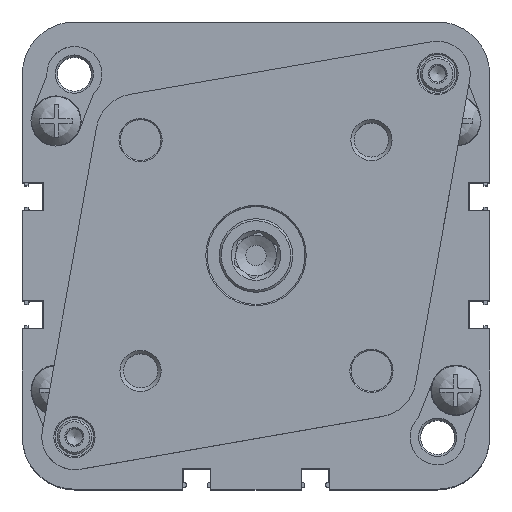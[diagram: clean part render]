
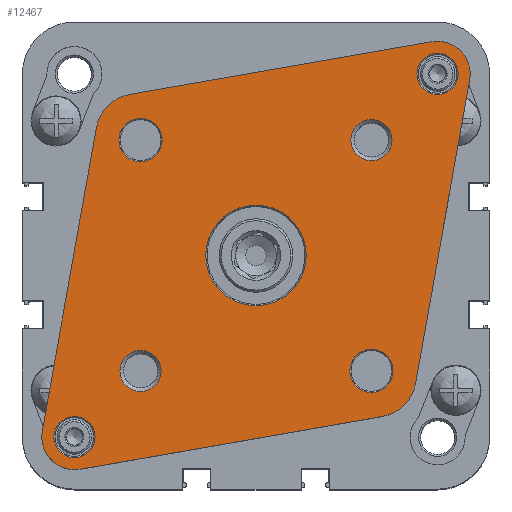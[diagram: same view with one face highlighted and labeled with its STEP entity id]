
A CAD part, top view. The second image highlights one B-rep face of the part: STEP entity #12467.
In plain terms, the highlighted planar face has unit normal (0, 0, 1).
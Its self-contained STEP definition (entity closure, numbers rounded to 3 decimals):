
#704=LINE('',#20041,#1592);
#707=LINE('',#20047,#1595);
#708=LINE('',#20051,#1596);
#709=LINE('',#20055,#1597);
#1592=VECTOR('',#16358,75.22);
#1595=VECTOR('',#16363,75.631);
#1596=VECTOR('',#16366,75.22);
#1597=VECTOR('',#16369,75.631);
#2228=PLANE('',#13650);
#2631=FACE_BOUND('',#4766,.T.);
#2632=FACE_BOUND('',#4767,.T.);
#2633=FACE_BOUND('',#4768,.T.);
#2634=FACE_BOUND('',#4769,.T.);
#2635=FACE_BOUND('',#4770,.T.);
#2636=FACE_BOUND('',#4771,.T.);
#2637=FACE_BOUND('',#4772,.T.);
#3149=CIRCLE('',#13648,10.);
#3150=CIRCLE('',#13651,8.);
#3151=CIRCLE('',#13652,10.);
#3152=CIRCLE('',#13653,8.);
#3153=CIRCLE('',#13654,5.3);
#3154=CIRCLE('',#13655,12.3);
#3155=CIRCLE('',#13656,5.05);
#3156=CIRCLE('',#13657,5.05);
#3157=CIRCLE('',#13658,5.05);
#3158=CIRCLE('',#13659,5.05);
#3159=CIRCLE('',#13660,5.3);
#3793=FACE_OUTER_BOUND('',#4765,.T.);
#4765=EDGE_LOOP('',(#10227,#10228,#10229,#10230,#10231,#10232,#10233,#10234));
#4766=EDGE_LOOP('',(#10235));
#4767=EDGE_LOOP('',(#10236));
#4768=EDGE_LOOP('',(#10237));
#4769=EDGE_LOOP('',(#10238));
#4770=EDGE_LOOP('',(#10239));
#4771=EDGE_LOOP('',(#10240));
#4772=EDGE_LOOP('',(#10241));
#6114=VERTEX_POINT('',#20034);
#6115=VERTEX_POINT('',#20036);
#6116=VERTEX_POINT('',#20040);
#6118=VERTEX_POINT('',#20046);
#6119=VERTEX_POINT('',#20048);
#6120=VERTEX_POINT('',#20050);
#6121=VERTEX_POINT('',#20052);
#6122=VERTEX_POINT('',#20054);
#6123=VERTEX_POINT('',#20057);
#6124=VERTEX_POINT('',#20059);
#6125=VERTEX_POINT('',#20061);
#6126=VERTEX_POINT('',#20063);
#6127=VERTEX_POINT('',#20065);
#6128=VERTEX_POINT('',#20067);
#6129=VERTEX_POINT('',#20069);
#7599=EDGE_CURVE('',#6114,#6115,#3149,.T.);
#7601=EDGE_CURVE('',#6116,#6115,#704,.T.);
#7604=EDGE_CURVE('',#6114,#6118,#707,.T.);
#7605=EDGE_CURVE('',#6118,#6119,#3150,.T.);
#7606=EDGE_CURVE('',#6119,#6120,#708,.T.);
#7607=EDGE_CURVE('',#6121,#6120,#3151,.T.);
#7608=EDGE_CURVE('',#6121,#6122,#709,.T.);
#7609=EDGE_CURVE('',#6122,#6116,#3152,.T.);
#7610=EDGE_CURVE('',#6123,#6123,#3153,.T.);
#7611=EDGE_CURVE('',#6124,#6124,#3154,.T.);
#7612=EDGE_CURVE('',#6125,#6125,#3155,.T.);
#7613=EDGE_CURVE('',#6126,#6126,#3156,.T.);
#7614=EDGE_CURVE('',#6127,#6127,#3157,.T.);
#7615=EDGE_CURVE('',#6128,#6128,#3158,.T.);
#7616=EDGE_CURVE('',#6129,#6129,#3159,.T.);
#10227=ORIENTED_EDGE('',*,*,#7599,.F.);
#10228=ORIENTED_EDGE('',*,*,#7604,.T.);
#10229=ORIENTED_EDGE('',*,*,#7605,.T.);
#10230=ORIENTED_EDGE('',*,*,#7606,.T.);
#10231=ORIENTED_EDGE('',*,*,#7607,.F.);
#10232=ORIENTED_EDGE('',*,*,#7608,.T.);
#10233=ORIENTED_EDGE('',*,*,#7609,.T.);
#10234=ORIENTED_EDGE('',*,*,#7601,.T.);
#10235=ORIENTED_EDGE('',*,*,#7610,.F.);
#10236=ORIENTED_EDGE('',*,*,#7611,.F.);
#10237=ORIENTED_EDGE('',*,*,#7612,.T.);
#10238=ORIENTED_EDGE('',*,*,#7613,.T.);
#10239=ORIENTED_EDGE('',*,*,#7614,.F.);
#10240=ORIENTED_EDGE('',*,*,#7615,.F.);
#10241=ORIENTED_EDGE('',*,*,#7616,.F.);
#12467=ADVANCED_FACE('',(#3793,#2631,#2632,#2633,#2634,#2635,#2636,#2637),
#2228,.F.);
#13648=AXIS2_PLACEMENT_3D('',#20037,#16353,#16354);
#13650=AXIS2_PLACEMENT_3D('',#20045,#16361,#16362);
#13651=AXIS2_PLACEMENT_3D('',#20049,#16364,#16365);
#13652=AXIS2_PLACEMENT_3D('',#20053,#16367,#16368);
#13653=AXIS2_PLACEMENT_3D('',#20056,#16370,#16371);
#13654=AXIS2_PLACEMENT_3D('',#20058,#16372,#16373);
#13655=AXIS2_PLACEMENT_3D('',#20060,#16374,#16375);
#13656=AXIS2_PLACEMENT_3D('',#20062,#16376,#16377);
#13657=AXIS2_PLACEMENT_3D('',#20064,#16378,#16379);
#13658=AXIS2_PLACEMENT_3D('',#20066,#16380,#16381);
#13659=AXIS2_PLACEMENT_3D('',#20068,#16382,#16383);
#13660=AXIS2_PLACEMENT_3D('',#20070,#16384,#16385);
#16353=DIRECTION('center_axis',(0.,0.,
-1.));
#16354=DIRECTION('ref_axis',(0.706,-0.708,0.));
#16358=DIRECTION('',(0.985,0.172,0.));
#16361=DIRECTION('center_axis',(0.,0.,
-1.));
#16362=DIRECTION('ref_axis',(1.,0.,0.));
#16363=DIRECTION('',(0.175,0.984,0.));
#16364=DIRECTION('center_axis',(0.,0.,
1.));
#16365=DIRECTION('ref_axis',(0.984,-0.175,0.));
#16366=DIRECTION('',(-0.985,-0.172,0.));
#16367=DIRECTION('center_axis',(0.,0.,
-1.));
#16368=DIRECTION('ref_axis',(-0.706,0.708,0.));
#16369=DIRECTION('',(-0.175,-0.984,0.));
#16370=DIRECTION('center_axis',(0.,0.,
1.));
#16371=DIRECTION('ref_axis',(-0.984,0.175,0.));
#16372=DIRECTION('center_axis',(0.,0.,
1.));
#16373=DIRECTION('ref_axis',(1.,0.,0.));
#16374=DIRECTION('center_axis',(0.,0.,
1.));
#16375=DIRECTION('ref_axis',(1.,0.,0.));
#16376=DIRECTION('center_axis',(0.,0.,
-1.));
#16377=DIRECTION('ref_axis',(-1.,0.,0.));
#16378=DIRECTION('center_axis',(0.,0.,
-1.));
#16379=DIRECTION('ref_axis',(-1.,0.,0.));
#16380=DIRECTION('center_axis',(0.,0.,
1.));
#16381=DIRECTION('ref_axis',(1.,0.,0.));
#16382=DIRECTION('center_axis',(0.,0.,
1.));
#16383=DIRECTION('ref_axis',(1.,0.,0.));
#16384=DIRECTION('center_axis',(0.,0.,
1.));
#16385=DIRECTION('ref_axis',(1.,0.,0.));
#20034=CARTESIAN_POINT('',(39.103,-31.362,131.));
#20036=CARTESIAN_POINT('',(30.976,-39.458,131.));
#20037=CARTESIAN_POINT('Origin',(29.258,-29.607,131.));
#20040=CARTESIAN_POINT('',(-43.126,-52.381,131.));
#20041=CARTESIAN_POINT('',(-17.767,-47.959,131.));
#20045=CARTESIAN_POINT('Origin',(0.,0.,
131.));
#20046=CARTESIAN_POINT('',(52.376,43.096,131.));
#20047=CARTESIAN_POINT('',(40.596,-22.988,131.));
#20048=CARTESIAN_POINT('',(43.126,52.381,131.));
#20049=CARTESIAN_POINT('Origin',(44.5,44.5,131.));
#20050=CARTESIAN_POINT('',(-30.976,39.458,131.));
#20051=CARTESIAN_POINT('',(17.767,47.959,131.));
#20052=CARTESIAN_POINT('',(-39.103,31.362,131.));
#20053=CARTESIAN_POINT('Origin',(-29.258,29.607,131.));
#20054=CARTESIAN_POINT('',(-52.376,-43.096,131.));
#20055=CARTESIAN_POINT('',(-40.596,22.988,131.));
#20056=CARTESIAN_POINT('Origin',(-44.5,-44.5,131.));
#20057=CARTESIAN_POINT('',(-33.584,28.284,131.));
#20058=CARTESIAN_POINT('Origin',(-28.284,28.284,131.));
#20059=CARTESIAN_POINT('',(-12.3,0.,131.));
#20060=CARTESIAN_POINT('Origin',(0.,0.,
131.));
#20061=CARTESIAN_POINT('',(23.234,28.284,131.));
#20062=CARTESIAN_POINT('Origin',(28.284,28.284,131.));
#20063=CARTESIAN_POINT('',(-33.334,-28.284,131.));
#20064=CARTESIAN_POINT('Origin',(-28.284,-28.284,131.));
#20065=CARTESIAN_POINT('',(-49.55,-44.5,131.));
#20066=CARTESIAN_POINT('Origin',(-44.5,-44.5,131.));
#20067=CARTESIAN_POINT('',(39.45,44.5,131.));
#20068=CARTESIAN_POINT('Origin',(44.5,44.5,131.));
#20069=CARTESIAN_POINT('',(22.984,-28.284,131.));
#20070=CARTESIAN_POINT('Origin',(28.284,-28.284,131.));
